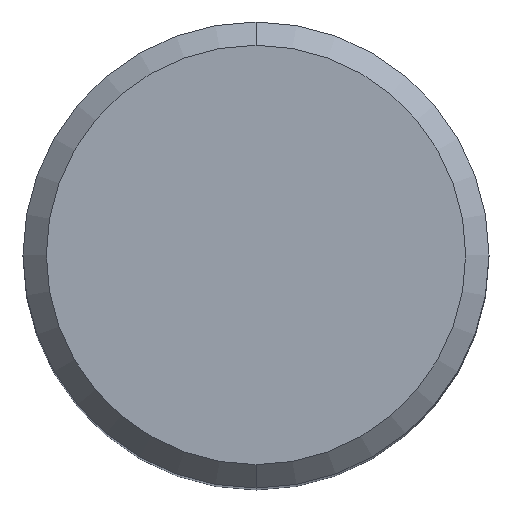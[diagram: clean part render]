
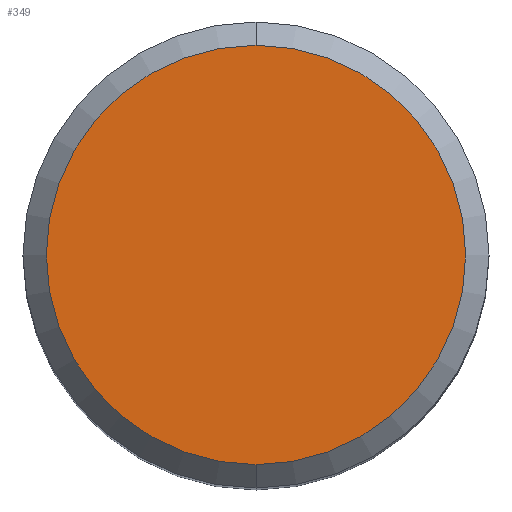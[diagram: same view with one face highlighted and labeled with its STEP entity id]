
A CAD part, top view. The second image highlights one B-rep face of the part: STEP entity #349.
In plain terms, the highlighted planar face has unit normal (0, 0, 1).
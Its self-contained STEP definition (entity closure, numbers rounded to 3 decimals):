
#287=EDGE_CURVE('',#343,#385,#604,.T.);
#315=EDGE_CURVE('',#385,#343,#636,.T.);
#343=VERTEX_POINT('',#667);
#349=ADVANCED_FACE('',(#673),#674,.T.);
#385=VERTEX_POINT('',#714);
#604=CIRCLE('',#1098,9.0);
#636=CIRCLE('',#1205,9.0);
#667=CARTESIAN_POINT('',(0.,-9.0,0.0));
#673=FACE_OUTER_BOUND('',#1304,.T.);
#674=PLANE('',#1305);
#714=CARTESIAN_POINT('',(0.0,9.0,0.0));
#1098=AXIS2_PLACEMENT_3D('',#1718,#1719,#1720);
#1205=AXIS2_PLACEMENT_3D('',#1757,#1758,#1759);
#1304=EDGE_LOOP('',(#1800,#1801));
#1305=AXIS2_PLACEMENT_3D('',#1802,#1803,#1804);
#1718=CARTESIAN_POINT('',(0.0,0.0,0.0));
#1719=DIRECTION('',(0.0,0.0,-1.0));
#1720=DIRECTION('',(0.0,1.0,0.0));
#1757=CARTESIAN_POINT('',(0.0,0.0,0.0));
#1758=DIRECTION('',(0.0,0.0,-1.0));
#1759=DIRECTION('',(0.0,1.0,0.0));
#1800=ORIENTED_EDGE('',*,*,#315,.F.);
#1801=ORIENTED_EDGE('',*,*,#287,.F.);
#1802=CARTESIAN_POINT('',(0.0,4.5,0.0));
#1803=DIRECTION('',(-0.0,0.0,1.0));
#1804=DIRECTION('',(0.0,-1.0,0.0));
